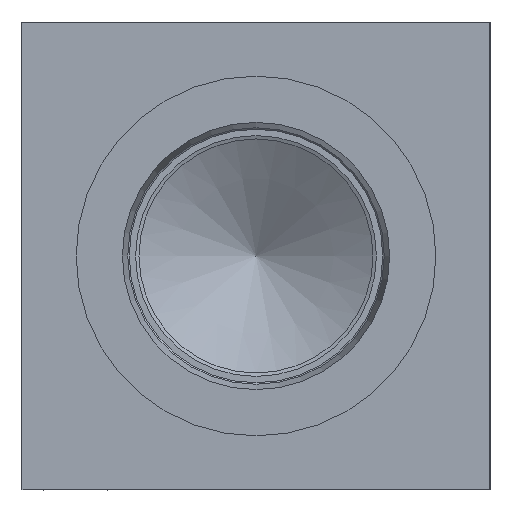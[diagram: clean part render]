
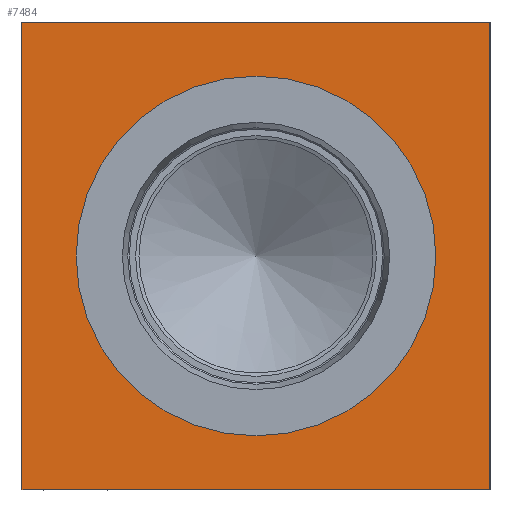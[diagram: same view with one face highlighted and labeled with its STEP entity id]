
A CAD part, left-side view. The second image highlights one B-rep face of the part: STEP entity #7484.
In plain terms, the highlighted planar face has unit normal (-1, 0, 0).
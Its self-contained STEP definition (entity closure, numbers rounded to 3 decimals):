
#160=CIRCLE('',#7841,29.286);
#161=CIRCLE('',#7842,29.286);
#256=FACE_BOUND('',#1350,.T.);
#919=FACE_OUTER_BOUND('',#1349,.T.);
#1349=EDGE_LOOP('',(#6548,#6549,#6550,#6551));
#1350=EDGE_LOOP('',(#6552,#6553));
#1630=LINE('',#11467,#2344);
#2069=LINE('',#12837,#2783);
#2070=LINE('',#12838,#2784);
#2071=LINE('',#12839,#2785);
#2344=VECTOR('',#8339,10.);
#2783=VECTOR('',#9474,10.);
#2784=VECTOR('',#9475,10.);
#2785=VECTOR('',#9476,10.);
#3079=VERTEX_POINT('',#11460);
#3082=VERTEX_POINT('',#11465);
#3428=VERTEX_POINT('',#12674);
#3429=VERTEX_POINT('',#12675);
#3480=VERTEX_POINT('',#12835);
#3481=VERTEX_POINT('',#12836);
#3919=EDGE_CURVE('',#3082,#3079,#1630,.T.);
#4433=EDGE_CURVE('',#3428,#3429,#160,.T.);
#4434=EDGE_CURVE('',#3429,#3428,#161,.T.);
#4509=EDGE_CURVE('',#3480,#3481,#2069,.T.);
#4510=EDGE_CURVE('',#3481,#3079,#2070,.T.);
#4511=EDGE_CURVE('',#3480,#3082,#2071,.T.);
#6548=ORIENTED_EDGE('',*,*,#4509,.T.);
#6549=ORIENTED_EDGE('',*,*,#4510,.T.);
#6550=ORIENTED_EDGE('',*,*,#3919,.F.);
#6551=ORIENTED_EDGE('',*,*,#4511,.F.);
#6552=ORIENTED_EDGE('',*,*,#4433,.T.);
#6553=ORIENTED_EDGE('',*,*,#4434,.T.);
#6806=PLANE('',#7922);
#7484=ADVANCED_FACE('',(#919,#256),#6806,.T.);
#7841=AXIS2_PLACEMENT_3D('',#12676,#9283,#9284);
#7842=AXIS2_PLACEMENT_3D('',#12677,#9285,#9286);
#7922=AXIS2_PLACEMENT_3D('',#12834,#9472,#9473);
#8339=DIRECTION('',(0.,-1.,0.));
#9283=DIRECTION('center_axis',(1.,0.,0.));
#9284=DIRECTION('ref_axis',(0.,0.,1.));
#9285=DIRECTION('center_axis',(1.,0.,0.));
#9286=DIRECTION('ref_axis',(0.,0.,1.));
#9472=DIRECTION('center_axis',(-1.,0.,0.));
#9473=DIRECTION('ref_axis',(0.,-1.,0.));
#9474=DIRECTION('',(0.,-1.,0.));
#9475=DIRECTION('',(0.,0.,1.));
#9476=DIRECTION('',(0.,0.,1.));
#11460=CARTESIAN_POINT('',(0.,0.,76.2));
#11465=CARTESIAN_POINT('',(0.,76.2,76.2));
#11467=CARTESIAN_POINT('',(0.,76.2,76.2));
#12674=CARTESIAN_POINT('',(0.,38.1,67.386));
#12675=CARTESIAN_POINT('',(0.,38.1,8.814));
#12676=CARTESIAN_POINT('Origin',(0.,38.1,38.1));
#12677=CARTESIAN_POINT('Origin',(0.,38.1,38.1));
#12834=CARTESIAN_POINT('Origin',(0.,76.2,0.));
#12835=CARTESIAN_POINT('',(0.,76.2,0.));
#12836=CARTESIAN_POINT('',(0.,0.,0.));
#12837=CARTESIAN_POINT('',(0.,76.2,0.));
#12838=CARTESIAN_POINT('',(0.,0.,0.));
#12839=CARTESIAN_POINT('',(0.,76.2,0.));
